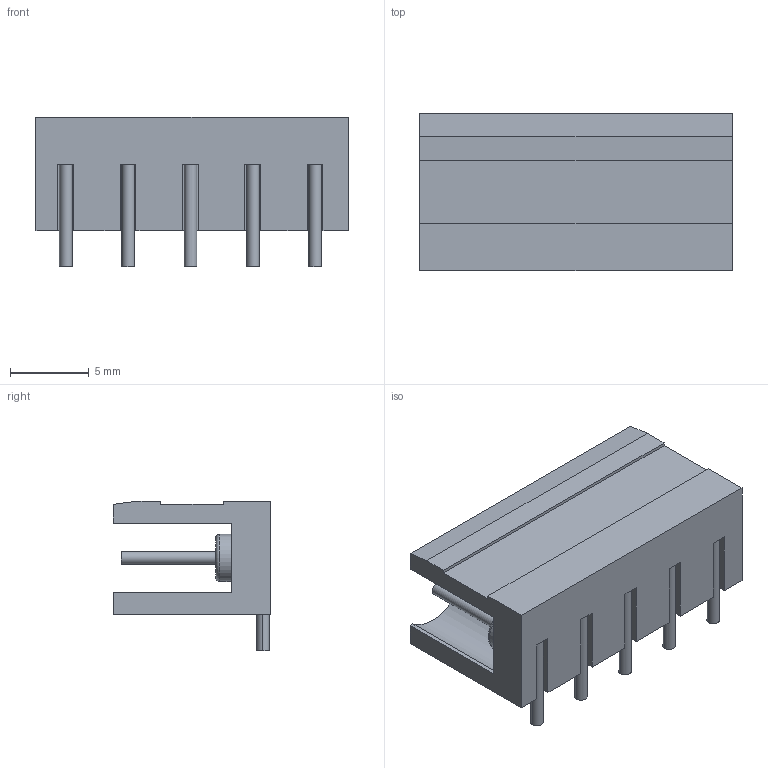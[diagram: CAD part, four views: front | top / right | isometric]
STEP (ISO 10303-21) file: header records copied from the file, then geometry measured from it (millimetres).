
FILE_DESCRIPTION (( 'STEP AP214' ), '1' );
FILE_NAME ('5P-3.96.STEP', '2012-04-11T11:22:24', ( '微软用户' ), ( '微软中国' ), 'SwSTEP 2.0', 'SolidWorks 2011', '' );
FILE_SCHEMA (( 'AUTOMOTIVE_DESIGN' ));
Length unit declared in the file: millimetre
Products named in the file (1): 5P-3.96
Bounding box: 19.82 x 10 x 9.5 mm (x, y, z)
Volume: 746.1 mm3; surface area: 1310.6 mm2
Topology: 1 solids, 1 shells, 100 faces, 239 edges, 156 vertices
Faces by surface type: plane 55, cylinder 35, torus 10
Entity records: 3717 total; most frequent: DIRECTION 531, CARTESIAN_POINT 496, ORIENTED_EDGE 478, EDGE_CURVE 239, AXIS2_PLACEMENT_3D 191, VERTEX_POINT 156, VECTOR 149, LINE 149
